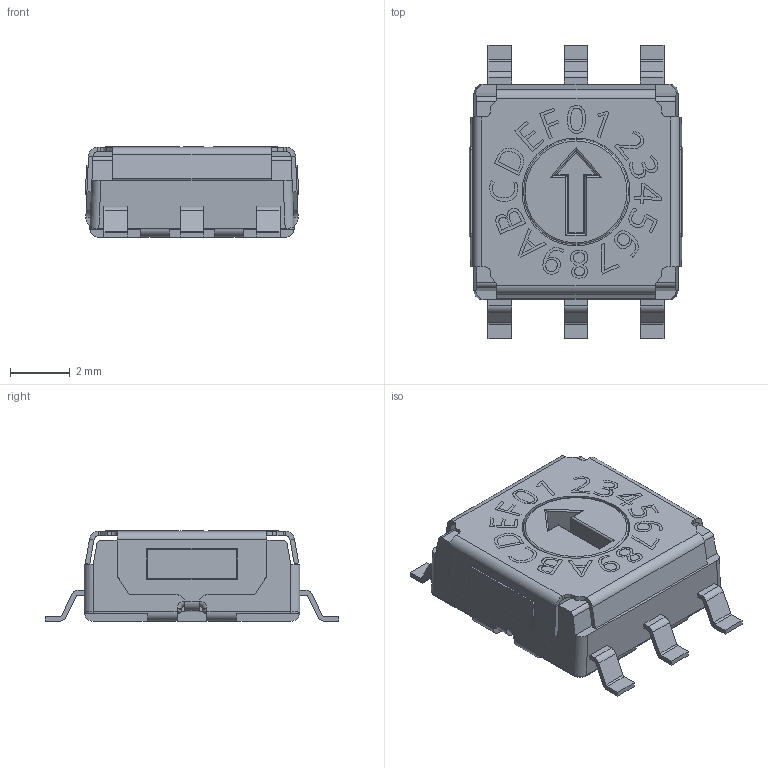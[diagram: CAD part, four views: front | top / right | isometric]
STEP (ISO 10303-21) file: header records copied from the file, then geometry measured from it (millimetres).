
FILE_DESCRIPTION(/* description */ ('STEP AP242','CAx-IF Rec.Pracs.---Representation and Presentation of Product Manufacturing Information (PMI)---4.0---2014-10-13','CAx-IF Rec.Pracs.---3D Tessellated Geometry---0.4---2014-09-14','2;1'),/* implementation_level */ '2;1');
FILE_NAME(/* name */ '66f0b70fb11a7742f1e13517',/* time_stamp */ '2024-09-23T00:32:17Z',/* author */ (''),/* organization */ (''),/* preprocessor_version */ 'ST-DEVELOPER v20',/* originating_system */ ' ',/* authorisation */ ' ');
FILE_SCHEMA (('AP242_MANAGED_MODEL_BASED_3D_ENGINEERING_MIM_LF { 1 0 10303 442 1 1 4 }'));
Length unit declared in the file: metre
Products named in the file (5): NUMBERS; ROTOR; PLATE; PINS; BASE
Bounding box: 7.13 x 9.8 x 3.02 mm (x, y, z)
Volume: 134.7 mm3; surface area: 565 mm2
Topology: 5 solids, 5 shells, 664 faces, 1842 edges, 1177 vertices
Faces by surface type: plane 359, cylinder 220, bspline 72, torus 9, sphere 4
Full cylindrical faces by diameter (mm): 3.5 x1, 3.6 x2, 3.7 x1, 4.075 x1
Entity records: 21652 total; most frequent: CARTESIAN_POINT 4908, ORIENTED_EDGE 3654, DIRECTION 3246, EDGE_CURVE 1827, VERTEX_POINT 1176, AXIS2_PLACEMENT_3D 1096, LINE 1054, VECTOR 1054
